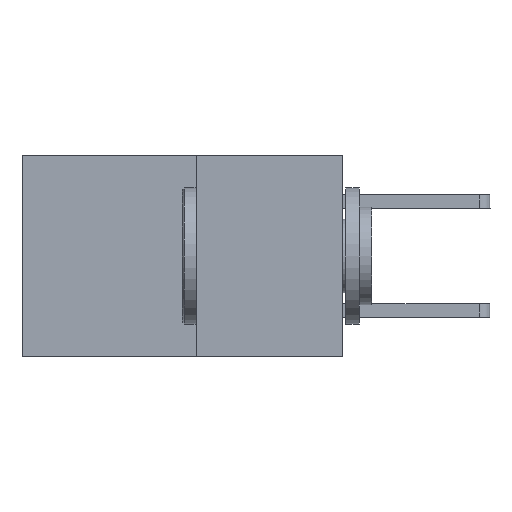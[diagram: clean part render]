
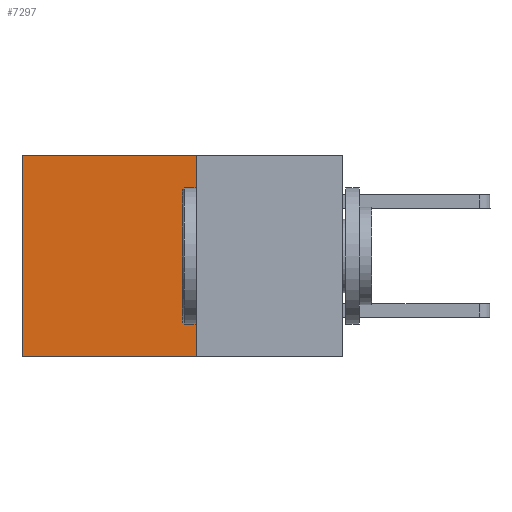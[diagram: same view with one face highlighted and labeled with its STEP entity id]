
A CAD part, left-side view. The second image highlights one B-rep face of the part: STEP entity #7297.
In plain terms, the highlighted planar face has unit normal (-1, 0, 0).
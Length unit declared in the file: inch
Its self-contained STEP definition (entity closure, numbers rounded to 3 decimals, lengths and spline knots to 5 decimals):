
#1080 = EDGE_CURVE ( 'NONE', #4717, #6519, #5193, .T. ) ;
#1081 = LINE ( 'NONE', #7363, #4659 ) ;
#1167 = ORIENTED_EDGE ( 'NONE', *, *, #1080, .T. ) ;
#1192 = CARTESIAN_POINT ( 'NONE',  ( 0.277, 0.59, -0.37 ) ) ;
#1503 = CARTESIAN_POINT ( 'NONE',  ( 0.277, 0.27, -0.37 ) ) ;
#1575 = DIRECTION ( 'NONE',  ( 0., 1., 0. ) ) ;
#1874 = CARTESIAN_POINT ( 'NONE',  ( 0.277, 0.27, -0.37 ) ) ;
#2373 = VERTEX_POINT ( 'NONE', #1192 ) ;
#2666 = FACE_OUTER_BOUND ( 'NONE', #8880, .T. ) ;
#3050 = LINE ( 'NONE', #1874, #4683 ) ;
#3326 = VECTOR ( 'NONE', #4069, 39.37008 ) ;
#3867 = CARTESIAN_POINT ( 'NONE',  ( 0.277, 0.27, 0. ) ) ;
#4069 = DIRECTION ( 'NONE',  ( 0., 1., 0. ) ) ;
#4153 = VECTOR ( 'NONE', #1575, 39.37008 ) ;
#4301 = ORIENTED_EDGE ( 'NONE', *, *, #7785, .F. ) ;
#4659 = VECTOR ( 'NONE', #7522, 39.37008 ) ;
#4683 = VECTOR ( 'NONE', #4710, 39.37008 ) ;
#4710 = DIRECTION ( 'NONE',  ( 0., 0., -1. ) ) ;
#4717 = VERTEX_POINT ( 'NONE', #3867 ) ;
#4745 = CARTESIAN_POINT ( 'NONE',  ( 0.277, 0.27, 0. ) ) ;
#4994 = CARTESIAN_POINT ( 'NONE',  ( 0.277, 0.59, 0. ) ) ;
#5027 = VERTEX_POINT ( 'NONE', #8152 ) ;
#5109 = DIRECTION ( 'NONE',  ( 0., 0., -1. ) ) ;
#5120 = DIRECTION ( 'NONE',  ( 1., 0., 0. ) ) ;
#5126 = PLANE ( 'NONE',  #8393 ) ;
#5193 = LINE ( 'NONE', #4745, #3326 ) ;
#5514 = ORIENTED_EDGE ( 'NONE', *, *, #8852, .F. ) ;
#6519 = VERTEX_POINT ( 'NONE', #4994 ) ;
#6796 = ORIENTED_EDGE ( 'NONE', *, *, #6991, .T. ) ;
#6991 = EDGE_CURVE ( 'NONE', #6519, #2373, #1081, .T. ) ;
#7297 = ADVANCED_FACE ( 'NONE', ( #2666 ), #5126, .F. ) ;
#7363 = CARTESIAN_POINT ( 'NONE',  ( 0.277, 0.59, -0.37 ) ) ;
#7522 = DIRECTION ( 'NONE',  ( 0., 0., -1. ) ) ;
#7785 = EDGE_CURVE ( 'NONE', #5027, #2373, #7808, .T. ) ;
#7808 = LINE ( 'NONE', #1503, #4153 ) ;
#8152 = CARTESIAN_POINT ( 'NONE',  ( 0.277, 0.27, -0.37 ) ) ;
#8393 = AXIS2_PLACEMENT_3D ( 'NONE', #8666, #5120, #5109 ) ;
#8666 = CARTESIAN_POINT ( 'NONE',  ( 0.277, 0.27, -0.37 ) ) ;
#8852 = EDGE_CURVE ( 'NONE', #4717, #5027, #3050, .T. ) ;
#8880 = EDGE_LOOP ( 'NONE', ( #6796, #4301, #5514, #1167 ) ) ;
